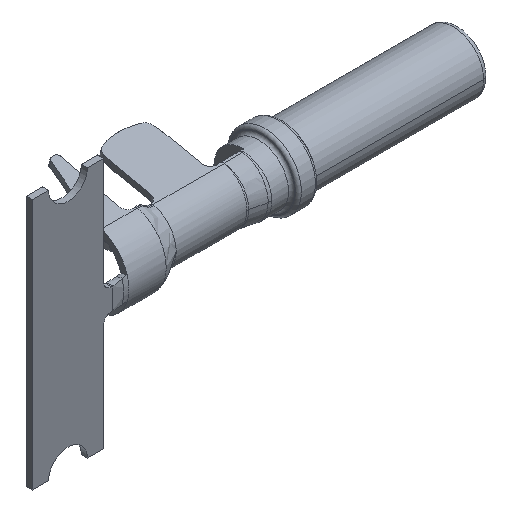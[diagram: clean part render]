
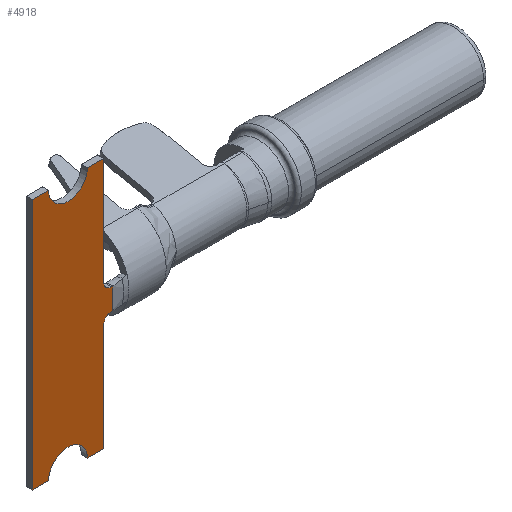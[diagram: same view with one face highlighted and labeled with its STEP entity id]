
A CAD part, isometric view. The second image highlights one B-rep face of the part: STEP entity #4918.
In plain terms, the highlighted planar face has unit normal (0, -1, 0).
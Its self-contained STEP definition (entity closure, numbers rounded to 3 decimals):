
#738=CARTESIAN_POINT('',(-12.05,-2.272,
-0.7));
#739=CARTESIAN_POINT('',(-12.05,-2.272,
-0.467));
#740=CARTESIAN_POINT('',(-12.05,-2.272,
-0.233));
#741=CARTESIAN_POINT('',(-12.05,-2.272,0.));
#743=CARTESIAN_POINT('',(-12.05,-2.272,0.));
#744=CARTESIAN_POINT('',(-12.05,-2.272,
0.233));
#745=CARTESIAN_POINT('',(-12.05,-2.272,
0.467));
#746=CARTESIAN_POINT('',(-12.05,-2.272,
0.7));
#899=DIRECTION('',(-1.,0.,0.));
#900=VECTOR('',#899,0.1);
#901=CARTESIAN_POINT('',(-12.05,-2.272,
0.7));
#902=LINE('',#901,#900);
#915=CARTESIAN_POINT('',(-12.15,-2.272,-1.2));
#916=DIRECTION('',(0.,-1.,0.));
#917=DIRECTION('',(0.,0.,1.));
#918=AXIS2_PLACEMENT_3D('',#915,#916,#917);
#920=DIRECTION('',(0.,0.,-1.));
#921=VECTOR('',#920,7.055);
#922=CARTESIAN_POINT('',(-12.65,-2.272,-1.2));
#923=LINE('',#922,#921);
#924=CARTESIAN_POINT('',(-15.,-2.272,-8.255));
#925=DIRECTION('',(0.,-1.,0.));
#926=DIRECTION('',(1.,0.,0.));
#927=AXIS2_PLACEMENT_3D('',#924,#925,#926);
#929=DIRECTION('',(1.,0.,0.));
#930=VECTOR('',#929,1.08);
#931=CARTESIAN_POINT('',(-17.35,-2.272,8.255));
#932=LINE('',#931,#930);
#933=CARTESIAN_POINT('',(-15.,-2.272,8.255));
#934=DIRECTION('',(0.,-1.,0.));
#935=DIRECTION('',(-1.,0.,0.));
#936=AXIS2_PLACEMENT_3D('',#933,#934,#935);
#938=DIRECTION('',(1.,0.,0.));
#939=VECTOR('',#938,1.08);
#940=CARTESIAN_POINT('',(-13.73,-2.272,8.255));
#941=LINE('',#940,#939);
#942=CARTESIAN_POINT('',(-12.15,-2.272,1.2));
#943=DIRECTION('',(0.,-1.,0.));
#944=DIRECTION('',(-1.,0.,0.));
#945=AXIS2_PLACEMENT_3D('',#942,#943,#944);
#947=DIRECTION('',(1.,0.,0.));
#948=VECTOR('',#947,0.1);
#949=CARTESIAN_POINT('',(-12.15,-2.272,-0.7));
#950=LINE('',#949,#948);
#1161=DIRECTION('',(0.,0.,1.));
#1162=VECTOR('',#1161,7.055);
#1163=CARTESIAN_POINT('',(-12.65,-2.272,1.2));
#1164=LINE('',#1163,#1162);
#1185=DIRECTION('',(0.,0.,-1.));
#1186=VECTOR('',#1185,16.51);
#1187=CARTESIAN_POINT('',(-17.35,-2.272,8.255));
#1188=LINE('',#1187,#1186);
#1193=DIRECTION('',(1.,0.,0.));
#1194=VECTOR('',#1193,1.08);
#1195=CARTESIAN_POINT('',(-17.35,-2.272,-8.255));
#1196=LINE('',#1195,#1194);
#1209=DIRECTION('',(1.,0.,0.));
#1210=VECTOR('',#1209,1.08);
#1211=CARTESIAN_POINT('',(-13.73,-2.272,-8.255));
#1212=LINE('',#1211,#1210);
#2713=CARTESIAN_POINT('',(-12.15,-2.272,-0.7));
#2714=CARTESIAN_POINT('',(-12.65,-2.272,-1.2));
#2715=VERTEX_POINT('',#2713);
#2716=VERTEX_POINT('',#2714);
#2720=VERTEX_POINT('',#738);
#2721=VERTEX_POINT('',#741);
#2722=CARTESIAN_POINT('',(-12.65,-2.272,-8.255));
#2723=VERTEX_POINT('',#2722);
#2724=CARTESIAN_POINT('',(-13.73,-2.272,-8.255));
#2725=VERTEX_POINT('',#2724);
#2726=CARTESIAN_POINT('',(-16.27,-2.272,-8.255));
#2727=VERTEX_POINT('',#2726);
#2728=CARTESIAN_POINT('',(-17.35,-2.272,-8.255));
#2729=VERTEX_POINT('',#2728);
#2730=CARTESIAN_POINT('',(-17.35,-2.272,8.255));
#2731=VERTEX_POINT('',#2730);
#2732=CARTESIAN_POINT('',(-16.27,-2.272,8.255));
#2733=VERTEX_POINT('',#2732);
#2734=CARTESIAN_POINT('',(-13.73,-2.272,8.255));
#2735=VERTEX_POINT('',#2734);
#2736=CARTESIAN_POINT('',(-12.65,-2.272,8.255));
#2737=VERTEX_POINT('',#2736);
#2738=CARTESIAN_POINT('',(-12.65,-2.272,1.2));
#2739=VERTEX_POINT('',#2738);
#2740=CARTESIAN_POINT('',(-12.15,-2.272,0.7));
#2741=VERTEX_POINT('',#2740);
#2742=CARTESIAN_POINT('',(-12.05,-2.272,
0.7));
#2743=VERTEX_POINT('',#2742);
#4884=CARTESIAN_POINT('',(-12.05,-2.272,-8.255));
#4885=DIRECTION('',(0.,1.,0.));
#4886=DIRECTION('',(-1.,0.,0.));
#4887=AXIS2_PLACEMENT_3D('',#4884,#4885,#4886);
#4888=PLANE('',#4887);
#4889=ORIENTED_EDGE('',*,*,#4516,.F.);
#4891=ORIENTED_EDGE('',*,*,#4890,.F.);
#4893=ORIENTED_EDGE('',*,*,#4892,.T.);
#4895=ORIENTED_EDGE('',*,*,#4894,.T.);
#4897=ORIENTED_EDGE('',*,*,#4896,.F.);
#4899=ORIENTED_EDGE('',*,*,#4898,.T.);
#4901=ORIENTED_EDGE('',*,*,#4900,.F.);
#4903=ORIENTED_EDGE('',*,*,#4902,.F.);
#4905=ORIENTED_EDGE('',*,*,#4904,.T.);
#4907=ORIENTED_EDGE('',*,*,#4906,.T.);
#4909=ORIENTED_EDGE('',*,*,#4908,.T.);
#4911=ORIENTED_EDGE('',*,*,#4910,.F.);
#4913=ORIENTED_EDGE('',*,*,#4912,.T.);
#4914=ORIENTED_EDGE('',*,*,#4874,.F.);
#4915=ORIENTED_EDGE('',*,*,#4518,.F.);
#4916=EDGE_LOOP('',(#4889,#4891,#4893,#4895,#4897,#4899,#4901,#4903,#4905,#4907,
#4909,#4911,#4913,#4914,#4915));
#4917=FACE_OUTER_BOUND('',#4916,.F.);
#4918=ADVANCED_FACE('',(#4917),#4888,.F.);
#742=B_SPLINE_CURVE_WITH_KNOTS('',3,(#738,#739,#740,#741),.UNSPECIFIED.,.F.,.F.,
(4,4),(0.,1.),.UNSPECIFIED.);
#747=B_SPLINE_CURVE_WITH_KNOTS('',3,(#743,#744,#745,#746),.UNSPECIFIED.,.F.,.F.,
(4,4),(0.,1.),.UNSPECIFIED.);
#919=CIRCLE('',#918,0.5);
#928=CIRCLE('',#927,1.27);
#937=CIRCLE('',#936,1.27);
#946=CIRCLE('',#945,0.5);
#4516=EDGE_CURVE('',#2720,#2721,#742,.T.);
#4518=EDGE_CURVE('',#2721,#2743,#747,.T.);
#4874=EDGE_CURVE('',#2743,#2741,#902,.T.);
#4890=EDGE_CURVE('',#2715,#2720,#950,.T.);
#4892=EDGE_CURVE('',#2715,#2716,#919,.T.);
#4894=EDGE_CURVE('',#2716,#2723,#923,.T.);
#4896=EDGE_CURVE('',#2725,#2723,#1212,.T.);
#4898=EDGE_CURVE('',#2725,#2727,#928,.T.);
#4900=EDGE_CURVE('',#2729,#2727,#1196,.T.);
#4902=EDGE_CURVE('',#2731,#2729,#1188,.T.);
#4904=EDGE_CURVE('',#2731,#2733,#932,.T.);
#4906=EDGE_CURVE('',#2733,#2735,#937,.T.);
#4908=EDGE_CURVE('',#2735,#2737,#941,.T.);
#4910=EDGE_CURVE('',#2739,#2737,#1164,.T.);
#4912=EDGE_CURVE('',#2739,#2741,#946,.T.);
